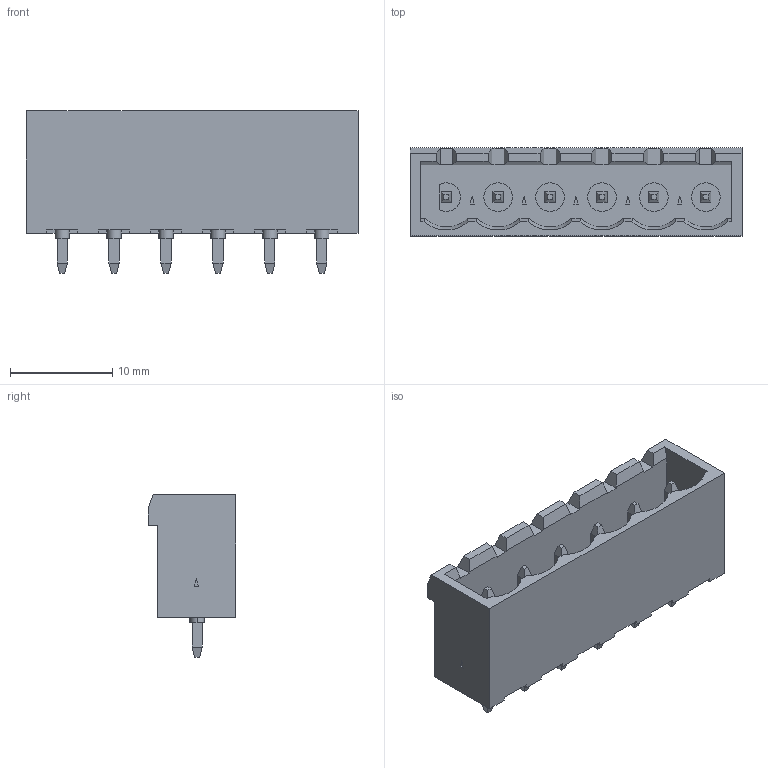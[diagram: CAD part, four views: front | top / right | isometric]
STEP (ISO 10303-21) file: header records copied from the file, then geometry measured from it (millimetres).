
FILE_DESCRIPTION((''),'2;1');
FILE_NAME('PHOENIX_1755778.stp','2011-09-14T17:24:17',(''),(''),'Mechanical Desktop 2011','Mechanical Desktop 2011',', , ');
FILE_SCHEMA(('AUTOMOTIVE_DESIGN { 1 2 10303 214 1 1 1 1 }'));
Length unit declared in the file: millimetre
Products named in the file (1): Product
Bounding box: 32.48 x 8.6 x 15.9 mm (x, y, z)
Volume: 1661.6 mm3; surface area: 2527.9 mm2
Topology: 25 solids, 25 shells, 347 faces, 786 edges, 510 vertices
Faces by surface type: plane 215, bspline 72, cylinder 48, cone 6, sphere 6
Entity records: 9700 total; most frequent: CARTESIAN_POINT 2004, ORIENTED_EDGE 1572, DIRECTION 1434, EDGE_CURVE 786, VECTOR 666, LINE 666, VERTEX_POINT 510, AXIS2_PLACEMENT_3D 384
